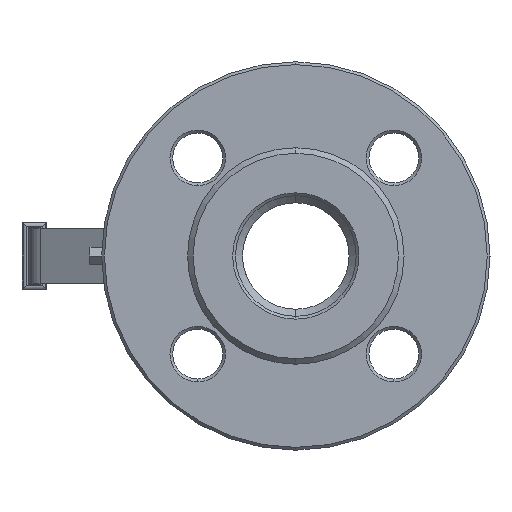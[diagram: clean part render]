
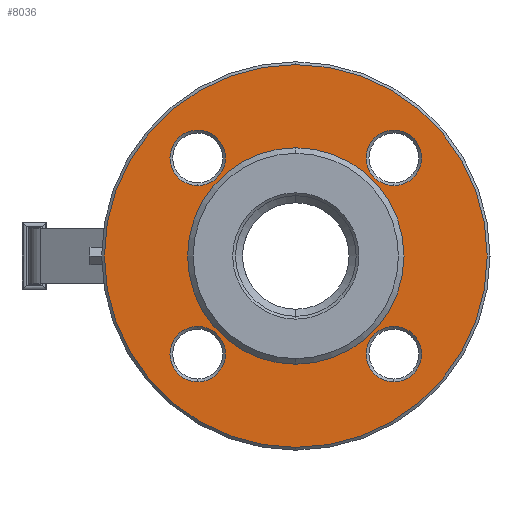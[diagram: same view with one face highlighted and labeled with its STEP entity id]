
A CAD part, left-side view. The second image highlights one B-rep face of the part: STEP entity #8036.
In plain terms, the highlighted planar face has unit normal (-1, 0, 0).
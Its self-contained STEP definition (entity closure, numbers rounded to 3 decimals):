
#554 = AXIS2_PLACEMENT_3D ( 'NONE', #5712, #5713, #5714 ) ;
#556 = AXIS2_PLACEMENT_3D ( 'NONE', #5691, #5697, #5698 ) ;
#562 = AXIS2_PLACEMENT_3D ( 'NONE', #5753, #5754, #5755 ) ;
#564 = AXIS2_PLACEMENT_3D ( 'NONE', #5786, #5789, #5791 ) ;
#568 = AXIS2_PLACEMENT_3D ( 'NONE', #5819, #5820, #5821 ) ;
#575 = AXIS2_PLACEMENT_3D ( 'NONE', #5868, #5871, #5872 ) ;
#579 = AXIS2_PLACEMENT_3D ( 'NONE', #5883, #5887, #5889 ) ;
#583 = AXIS2_PLACEMENT_3D ( 'NONE', #5901, #5912, #5914 ) ;
#587 = AXIS2_PLACEMENT_3D ( 'NONE', #5919, #5927, #5928 ) ;
#591 = AXIS2_PLACEMENT_3D ( 'NONE', #5937, #5944, #5945 ) ;
#596 = AXIS2_PLACEMENT_3D ( 'NONE', #5957, #5967, #5968 ) ;
#600 = AXIS2_PLACEMENT_3D ( 'NONE', #5971, #5982, #5983 ) ;
#2750 = ORIENTED_EDGE ( 'NONE', *, *, #10801, .F. ) ;
#2751 = ORIENTED_EDGE ( 'NONE', *, *, #10806, .F. ) ;
#2752 = ORIENTED_EDGE ( 'NONE', *, *, #10825, .T. ) ;
#2753 = ORIENTED_EDGE ( 'NONE', *, *, #10751, .T. ) ;
#2754 = ORIENTED_EDGE ( 'NONE', *, *, #10812, .T. ) ;
#2755 = ORIENTED_EDGE ( 'NONE', *, *, #10787, .T. ) ;
#2756 = ORIENTED_EDGE ( 'NONE', *, *, #10816, .T. ) ;
#2757 = ORIENTED_EDGE ( 'NONE', *, *, #10777, .T. ) ;
#2758 = ORIENTED_EDGE ( 'NONE', *, *, #10820, .T. ) ;
#2759 = ORIENTED_EDGE ( 'NONE', *, *, #10767, .T. ) ;
#2760 = ORIENTED_EDGE ( 'NONE', *, *, #10829, .T. ) ;
#2761 = ORIENTED_EDGE ( 'NONE', *, *, #10755, .T. ) ;
#5691 = CARTESIAN_POINT ( 'NONE',  ( -138., 0., 0. ) ) ;
#5697 = DIRECTION ( 'NONE',  ( 1., 0., 0. ) ) ;
#5698 = DIRECTION ( 'NONE',  ( 0., 0., -1. ) ) ;
#5712 = CARTESIAN_POINT ( 'NONE',  ( -138., -35.355, 35.355 ) ) ;
#5713 = DIRECTION ( 'NONE',  ( 1., 0., 0. ) ) ;
#5714 = DIRECTION ( 'NONE',  ( 0., 0., 1. ) ) ;
#5753 = CARTESIAN_POINT ( 'NONE',  ( -138., -35.355, -35.355 ) ) ;
#5754 = DIRECTION ( 'NONE',  ( 1., 0., 0. ) ) ;
#5755 = DIRECTION ( 'NONE',  ( 0., 0., 1. ) ) ;
#5786 = CARTESIAN_POINT ( 'NONE',  ( -138., 35.355, -35.355 ) ) ;
#5789 = DIRECTION ( 'NONE',  ( 1., 0., 0. ) ) ;
#5791 = DIRECTION ( 'NONE',  ( 0., 0., 1. ) ) ;
#5819 = CARTESIAN_POINT ( 'NONE',  ( -138., 35.355, 35.355 ) ) ;
#5820 = DIRECTION ( 'NONE',  ( 1., 0., 0. ) ) ;
#5821 = DIRECTION ( 'NONE',  ( 0., 0., 1. ) ) ;
#5868 = CARTESIAN_POINT ( 'NONE',  ( -138., 0., 0. ) ) ;
#5871 = DIRECTION ( 'NONE',  ( 1., 0., 0. ) ) ;
#5872 = DIRECTION ( 'NONE',  ( 0., 0., -1. ) ) ;
#5883 = CARTESIAN_POINT ( 'NONE',  ( -138., 0., 0. ) ) ;
#5887 = DIRECTION ( 'NONE',  ( 1., 0., 0. ) ) ;
#5889 = DIRECTION ( 'NONE',  ( 0., 0., -1. ) ) ;
#5901 = CARTESIAN_POINT ( 'NONE',  ( -138., 35.355, 35.355 ) ) ;
#5912 = DIRECTION ( 'NONE',  ( 1., 0., 0. ) ) ;
#5914 = DIRECTION ( 'NONE',  ( 0., 0., 1. ) ) ;
#5919 = CARTESIAN_POINT ( 'NONE',  ( -138., 35.355, -35.355 ) ) ;
#5927 = DIRECTION ( 'NONE',  ( 1., 0., 0. ) ) ;
#5928 = DIRECTION ( 'NONE',  ( 0., 0., 1. ) ) ;
#5937 = CARTESIAN_POINT ( 'NONE',  ( -138., -35.355, -35.355 ) ) ;
#5944 = DIRECTION ( 'NONE',  ( 1., 0., 0. ) ) ;
#5945 = DIRECTION ( 'NONE',  ( 0., 0., 1. ) ) ;
#5957 = CARTESIAN_POINT ( 'NONE',  ( -138., 0., 0. ) ) ;
#5967 = DIRECTION ( 'NONE',  ( 1., 0., 0. ) ) ;
#5968 = DIRECTION ( 'NONE',  ( 0., 0., -1. ) ) ;
#5971 = CARTESIAN_POINT ( 'NONE',  ( -138., -35.355, 35.355 ) ) ;
#5982 = DIRECTION ( 'NONE',  ( 1., 0., 0. ) ) ;
#5983 = DIRECTION ( 'NONE',  ( 0., 0., 1. ) ) ;
#6279 = FACE_BOUND ( 'NONE', #9416, .T. ) ;
#6280 = FACE_BOUND ( 'NONE', #9389, .T. ) ;
#6285 = FACE_OUTER_BOUND ( 'NONE', #9415, .T. ) ;
#6286 = FACE_BOUND ( 'NONE', #9399, .T. ) ;
#6288 = FACE_BOUND ( 'NONE', #9397, .T. ) ;
#6290 = FACE_BOUND ( 'NONE', #9396, .T. ) ;
#8036 = ADVANCED_FACE ( 'NONE', ( #6279, #6286, #6288, #6290, #6280, #6285 ), #29930, .T. ) ;
#9389 = EDGE_LOOP ( 'NONE', ( #2753, #2752 ) ) ;
#9396 = EDGE_LOOP ( 'NONE', ( #2755, #2754 ) ) ;
#9397 = EDGE_LOOP ( 'NONE', ( #2757, #2756 ) ) ;
#9399 = EDGE_LOOP ( 'NONE', ( #2759, #2758 ) ) ;
#9415 = EDGE_LOOP ( 'NONE', ( #2751, #2750 ) ) ;
#9416 = EDGE_LOOP ( 'NONE', ( #2761, #2760 ) ) ;
#10751 = EDGE_CURVE ( 'NONE', #22574, #22573, #13551, .T. ) ;
#10755 = EDGE_CURVE ( 'NONE', #22578, #22577, #13563, .T. ) ;
#10767 = EDGE_CURVE ( 'NONE', #22590, #22589, #13604, .T. ) ;
#10777 = EDGE_CURVE ( 'NONE', #22598, #22597, #13637, .T. ) ;
#10787 = EDGE_CURVE ( 'NONE', #22606, #22605, #13670, .T. ) ;
#10801 = EDGE_CURVE ( 'NONE', #22614, #22613, #13715, .T. ) ;
#10806 = EDGE_CURVE ( 'NONE', #22613, #22614, #13730, .T. ) ;
#10812 = EDGE_CURVE ( 'NONE', #22605, #22606, #13745, .T. ) ;
#10816 = EDGE_CURVE ( 'NONE', #22597, #22598, #13756, .T. ) ;
#10820 = EDGE_CURVE ( 'NONE', #22589, #22590, #13767, .T. ) ;
#10825 = EDGE_CURVE ( 'NONE', #22573, #22574, #13781, .T. ) ;
#10829 = EDGE_CURVE ( 'NONE', #22577, #22578, #13794, .T. ) ;
#12342 = AXIS2_PLACEMENT_3D ( 'NONE', #29929, #29939, #29940 ) ;
#13551 = CIRCLE ( 'NONE', #556, 39. ) ;
#13563 = CIRCLE ( 'NONE', #554, 10. ) ;
#13604 = CIRCLE ( 'NONE', #562, 10. ) ;
#13637 = CIRCLE ( 'NONE', #564, 10. ) ;
#13670 = CIRCLE ( 'NONE', #568, 10. ) ;
#13715 = CIRCLE ( 'NONE', #575, 69. ) ;
#13730 = CIRCLE ( 'NONE', #579, 69. ) ;
#13745 = CIRCLE ( 'NONE', #583, 10. ) ;
#13756 = CIRCLE ( 'NONE', #587, 10. ) ;
#13767 = CIRCLE ( 'NONE', #591, 10. ) ;
#13781 = CIRCLE ( 'NONE', #596, 39. ) ;
#13794 = CIRCLE ( 'NONE', #600, 10. ) ;
#22573 = VERTEX_POINT ( 'NONE', #29367 ) ;
#22574 = VERTEX_POINT ( 'NONE', #29368 ) ;
#22577 = VERTEX_POINT ( 'NONE', #29371 ) ;
#22578 = VERTEX_POINT ( 'NONE', #29372 ) ;
#22589 = VERTEX_POINT ( 'NONE', #29383 ) ;
#22590 = VERTEX_POINT ( 'NONE', #29384 ) ;
#22597 = VERTEX_POINT ( 'NONE', #29391 ) ;
#22598 = VERTEX_POINT ( 'NONE', #29392 ) ;
#22605 = VERTEX_POINT ( 'NONE', #29399 ) ;
#22606 = VERTEX_POINT ( 'NONE', #29400 ) ;
#22613 = VERTEX_POINT ( 'NONE', #29407 ) ;
#22614 = VERTEX_POINT ( 'NONE', #29408 ) ;
#29367 = CARTESIAN_POINT ( 'NONE',  ( -138., 0., 39. ) ) ;
#29368 = CARTESIAN_POINT ( 'NONE',  ( -138., 0., -39. ) ) ;
#29371 = CARTESIAN_POINT ( 'NONE',  ( -138., -35.355, 25.355 ) ) ;
#29372 = CARTESIAN_POINT ( 'NONE',  ( -138., -35.355, 45.355 ) ) ;
#29383 = CARTESIAN_POINT ( 'NONE',  ( -138., -35.355, -45.355 ) ) ;
#29384 = CARTESIAN_POINT ( 'NONE',  ( -138., -35.355, -25.355 ) ) ;
#29391 = CARTESIAN_POINT ( 'NONE',  ( -138., 35.355, -45.355 ) ) ;
#29392 = CARTESIAN_POINT ( 'NONE',  ( -138., 35.355, -25.355 ) ) ;
#29399 = CARTESIAN_POINT ( 'NONE',  ( -138., 35.355, 25.355 ) ) ;
#29400 = CARTESIAN_POINT ( 'NONE',  ( -138., 35.355, 45.355 ) ) ;
#29407 = CARTESIAN_POINT ( 'NONE',  ( -138., 0., -69. ) ) ;
#29408 = CARTESIAN_POINT ( 'NONE',  ( -138., 0., 69. ) ) ;
#29929 = CARTESIAN_POINT ( 'NONE',  ( -138., 39., 0. ) ) ;
#29930 = PLANE ( 'NONE',  #12342 ) ;
#29939 = DIRECTION ( 'NONE',  ( -1., 0., 0. ) ) ;
#29940 = DIRECTION ( 'NONE',  ( 0., 0., 1. ) ) ;
